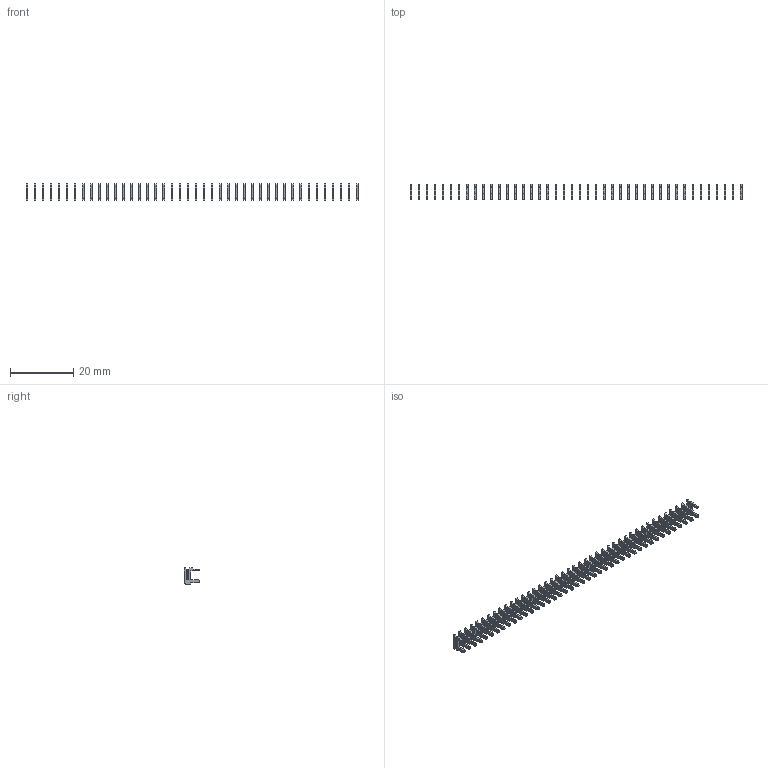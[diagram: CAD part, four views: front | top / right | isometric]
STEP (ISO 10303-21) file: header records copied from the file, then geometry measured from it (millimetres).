
FILE_DESCRIPTION (( 'STEP AP203' ), '1' );
FILE_NAME ('105-042-208-100.STEP', '2020-04-08T00:03:12', ( '' ), ( '' ), 'SwSTEP 2.0', 'SolidWorks 2016', '' );
FILE_SCHEMA (( 'CONFIG_CONTROL_DESIGN' ));
Length unit declared in the file: inch
Products named in the file (2): 100-290-001_100-290-208; 105-042-208-100
Assembly tree (42 placements, depth 2):
  105-042-208-100
    100-290-001_100-290-208  x42
Bounding box: 104.65 x 4.83 x 5.17 mm (x, y, z)
Volume: 289 mm3; surface area: 1784.8 mm2
Topology: 42 solids, 42 shells, 1050 faces, 2898 edges, 1932 vertices
Faces by surface type: plane 924, cylinder 126
Entity records: 2301 total; most frequent: DIRECTION 215, CARTESIAN_POINT 185, ORIENTED_EDGE 138, DATE_AND_TIME 94, LOCAL_TIME 94, COORDINATED_UNIVERSAL_TIME_OFFSET 94, CALENDAR_DATE 94, AXIS2_PLACEMENT_3D 76
